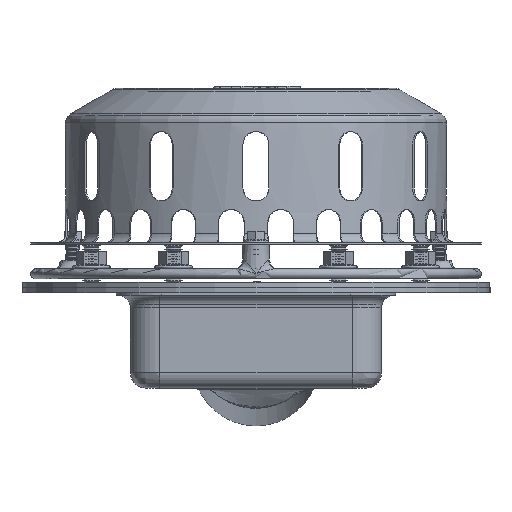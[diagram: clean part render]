
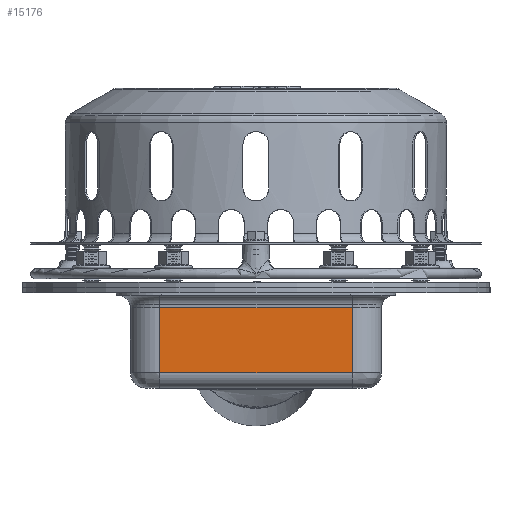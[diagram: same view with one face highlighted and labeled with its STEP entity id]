
A CAD part, left-side view. The second image highlights one B-rep face of the part: STEP entity #15176.
In plain terms, the highlighted planar face has unit normal (-1, 0, 0).
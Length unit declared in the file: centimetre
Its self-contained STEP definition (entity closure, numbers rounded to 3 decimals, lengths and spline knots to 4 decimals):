
#881=PLANE('',#16185);
#1372=FACE_OUTER_BOUND('',#2328,.T.);
#2328=EDGE_LOOP('',(#10190,#10191,#10192,#10193));
#3423=LINE('',#22995,#4340);
#3425=LINE('',#23004,#4342);
#3426=LINE('',#23005,#4343);
#3427=LINE('',#23006,#4344);
#4340=VECTOR('',#18184,1.);
#4342=VECTOR('',#18192,1.);
#4343=VECTOR('',#18193,1.);
#4344=VECTOR('',#18194,1.);
#6213=VERTEX_POINT('',#22993);
#6214=VERTEX_POINT('',#22994);
#6217=VERTEX_POINT('',#23002);
#6218=VERTEX_POINT('',#23003);
#7719=EDGE_CURVE('',#6213,#6214,#3423,.T.);
#7723=EDGE_CURVE('',#6217,#6218,#3425,.T.);
#7724=EDGE_CURVE('',#6218,#6213,#3426,.T.);
#7725=EDGE_CURVE('',#6217,#6214,#3427,.T.);
#10190=ORIENTED_EDGE('',*,*,#7723,.T.);
#10191=ORIENTED_EDGE('',*,*,#7724,.T.);
#10192=ORIENTED_EDGE('',*,*,#7719,.T.);
#10193=ORIENTED_EDGE('',*,*,#7725,.F.);
#15176=ADVANCED_FACE('',(#1372),#881,.T.);
#16185=AXIS2_PLACEMENT_3D('',#23001,#18190,#18191);
#18184=DIRECTION('',(0.,1.,0.));
#18190=DIRECTION('center_axis',(-1.,0.,0.));
#18191=DIRECTION('ref_axis',(0.,0.,
1.));
#18192=DIRECTION('',(0.,-1.,0.));
#18193=DIRECTION('',(0.,0.,1.));
#18194=DIRECTION('',(0.,0.,1.));
#22993=CARTESIAN_POINT('',(256.209,274.0937,-8.5));
#22994=CARTESIAN_POINT('',(256.209,385.0937,-8.5));
#22995=CARTESIAN_POINT('',(256.209,329.5937,-8.5));
#23001=CARTESIAN_POINT('Origin',(256.209,329.5937,-10.5083));
#23002=CARTESIAN_POINT('',(256.209,385.0937,-46.));
#23003=CARTESIAN_POINT('',(256.209,274.0937,-46.));
#23004=CARTESIAN_POINT('',(256.209,311.0937,-46.));
#23005=CARTESIAN_POINT('',(256.209,274.0937,-55.));
#23006=CARTESIAN_POINT('',(256.209,385.0937,-55.));
